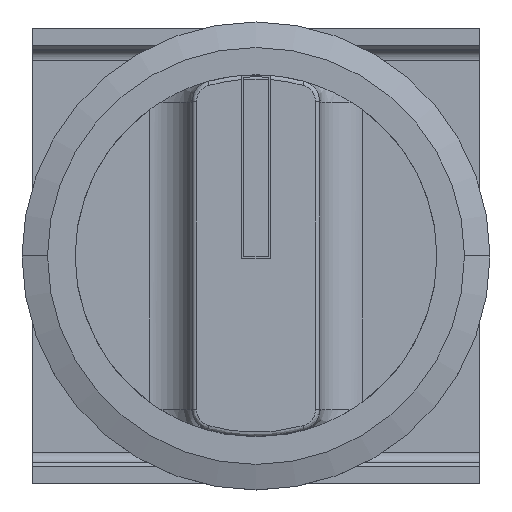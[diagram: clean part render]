
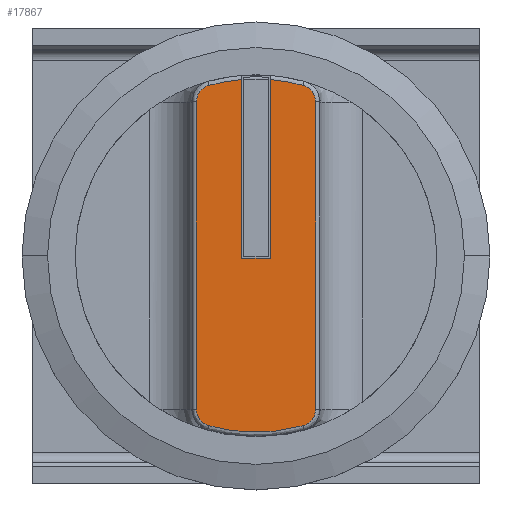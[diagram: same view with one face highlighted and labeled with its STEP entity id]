
A CAD part, top view. The second image highlights one B-rep face of the part: STEP entity #17867.
In plain terms, the highlighted planar face has unit normal (0, 0, 1).
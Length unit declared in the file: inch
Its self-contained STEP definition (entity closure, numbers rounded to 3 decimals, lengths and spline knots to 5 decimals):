
#8 = PLANE ( 'NONE',  #19376 ) ;
#232 = DIRECTION ( 'NONE',  ( 0., 1., 0. ) ) ;
#401 = CARTESIAN_POINT ( 'NONE',  ( 0.08715, -0.31494, 0.51181 ) ) ;
#450 = EDGE_CURVE ( 'NONE', #16046, #10465, #3070, .T. ) ;
#462 = ORIENTED_EDGE ( 'NONE', *, *, #5063, .F. ) ;
#548 = CARTESIAN_POINT ( 'NONE',  ( -0.11025, -0.2993, 0.51181 ) ) ;
#594 = LINE ( 'NONE', #14902, #12026 ) ;
#631 = CARTESIAN_POINT ( 'NONE',  ( 0.08715, 0.31494, 0.51181 ) ) ;
#775 = EDGE_CURVE ( 'NONE', #10465, #12036, #7908, .T. ) ;
#896 = VECTOR ( 'NONE', #232, 39.37008 ) ;
#1283 = EDGE_CURVE ( 'NONE', #5236, #16046, #15365, .T. ) ;
#2083 =( BOUNDED_CURVE ( )  B_SPLINE_CURVE ( 3, ( #6242, #13746, #10112, #17147 ),
 .UNSPECIFIED., .F., .T. ) 
 B_SPLINE_CURVE_WITH_KNOTS ( ( 4, 4 ),
 ( 0., 1. ),
 .UNSPECIFIED. ) 
 CURVE ( )  GEOMETRIC_REPRESENTATION_ITEM ( )  RATIONAL_B_SPLINE_CURVE ( ( 1., 0.997, 0.997, 1. ) ) 
 REPRESENTATION_ITEM ( '' )  );
#2377 = CARTESIAN_POINT ( 'NONE',  ( -0.10133, 0.31101, 0.51181 ) ) ;
#2670 = CARTESIAN_POINT ( 'NONE',  ( 0.02657, -0.00492, 0.51181 ) ) ;
#2982 =( BOUNDED_CURVE ( )  B_SPLINE_CURVE ( 3, ( #11318, #6266, #19473, #22320 ),
 .UNSPECIFIED., .F., .F. ) 
 B_SPLINE_CURVE_WITH_KNOTS ( ( 4, 4 ),
 ( 0., 1. ),
 .UNSPECIFIED. ) 
 CURVE ( )  GEOMETRIC_REPRESENTATION_ITEM ( )  RATIONAL_B_SPLINE_CURVE ( ( 1., 0.976, 0.976, 1. ) ) 
 REPRESENTATION_ITEM ( '' )  );
#3070 = LINE ( 'NONE', #19463, #6903 ) ;
#3493 = VERTEX_POINT ( 'NONE', #14773 ) ;
#3828 = CARTESIAN_POINT ( 'NONE',  ( 0.08715, 0.31494, 0.51181 ) ) ;
#3876 = DIRECTION ( 'NONE',  ( -1., 0., 0. ) ) ;
#4067 = ORIENTED_EDGE ( 'NONE', *, *, #6551, .F. ) ;
#4124 = ORIENTED_EDGE ( 'NONE', *, *, #450, .F. ) ;
#4252 = CARTESIAN_POINT ( 'NONE',  ( -0.11025, 0.2993, 0.51181 ) ) ;
#4549 = ORIENTED_EDGE ( 'NONE', *, *, #12273, .F. ) ;
#4866 = EDGE_CURVE ( 'NONE', #9611, #5236, #2982, .T. ) ;
#4939 = DIRECTION ( 'NONE',  ( 0., 1., 0. ) ) ;
#4964 = ORIENTED_EDGE ( 'NONE', *, *, #1283, .F. ) ;
#5063 = EDGE_CURVE ( 'NONE', #16883, #13645, #8807, .T. ) ;
#5236 = VERTEX_POINT ( 'NONE', #16643 ) ;
#5581 = CARTESIAN_POINT ( 'NONE',  ( 0.11025, -0.28458, 0.51181 ) ) ;
#5602 = ORIENTED_EDGE ( 'NONE', *, *, #9628, .F. ) ;
#5635 = CARTESIAN_POINT ( 'NONE',  ( 0.07875, -0.28458, 0.51181 ) ) ;
#5861 = CARTESIAN_POINT ( 'NONE',  ( 0.02657, 0.32569, 0.51181 ) ) ;
#6032 = CARTESIAN_POINT ( 'NONE',  ( 0.10133, 0.31101, 0.51181 ) ) ;
#6242 = CARTESIAN_POINT ( 'NONE',  ( 0.02657, 0.32569, 0.51181 ) ) ;
#6246 = ORIENTED_EDGE ( 'NONE', *, *, #14230, .F. ) ;
#6266 = CARTESIAN_POINT ( 'NONE',  ( 0.02977, -0.33081, 0.51181 ) ) ;
#6551 = EDGE_CURVE ( 'NONE', #13645, #20428, #2083, .T. ) ;
#6781 = CARTESIAN_POINT ( 'NONE',  ( -0.02657, 0.32569, 0.51181 ) ) ;
#6903 = VECTOR ( 'NONE', #4939, 39.37008 ) ;
#6961 = CARTESIAN_POINT ( 'NONE',  ( -0.02657, 0.32569, 0.51181 ) ) ;
#7169 = DIRECTION ( 'NONE',  ( 0., 0., -1. ) ) ;
#7640 =( BOUNDED_CURVE ( )  B_SPLINE_CURVE ( 3, ( #10134, #8613, #20798, #10249 ),
 .UNSPECIFIED., .F., .T. ) 
 B_SPLINE_CURVE_WITH_KNOTS ( ( 4, 4 ),
 ( 0., 1. ),
 .UNSPECIFIED. ) 
 CURVE ( )  GEOMETRIC_REPRESENTATION_ITEM ( )  RATIONAL_B_SPLINE_CURVE ( ( 1., 0.864, 0.864, 1. ) ) 
 REPRESENTATION_ITEM ( '' )  );
#7897 = CARTESIAN_POINT ( 'NONE',  ( -0.02657, -0.28458, 0.51181 ) ) ;
#7908 =( BOUNDED_CURVE ( )  B_SPLINE_CURVE ( 3, ( #20421, #4252, #2377, #8007 ),
 .UNSPECIFIED., .F., .F. ) 
 B_SPLINE_CURVE_WITH_KNOTS ( ( 4, 4 ),
 ( 0., 1. ),
 .UNSPECIFIED. ) 
 CURVE ( )  GEOMETRIC_REPRESENTATION_ITEM ( )  RATIONAL_B_SPLINE_CURVE ( ( 1., 0.864, 0.864, 1. ) ) 
 REPRESENTATION_ITEM ( '' )  );
#7943 = VECTOR ( 'NONE', #8631, 39.37008 ) ;
#8007 = CARTESIAN_POINT ( 'NONE',  ( -0.08715, 0.31494, 0.51181 ) ) ;
#8613 = CARTESIAN_POINT ( 'NONE',  ( 0.11025, -0.2993, 0.51181 ) ) ;
#8631 = DIRECTION ( 'NONE',  ( 0., -1., 0. ) ) ;
#8720 = CARTESIAN_POINT ( 'NONE',  ( -0.08715, 0.31494, 0.51181 ) ) ;
#8807 = LINE ( 'NONE', #15948, #896 ) ;
#9468 = CARTESIAN_POINT ( 'NONE',  ( -0.10133, -0.31101, 0.51181 ) ) ;
#9611 = VERTEX_POINT ( 'NONE', #401 ) ;
#9628 = EDGE_CURVE ( 'NONE', #20428, #15258, #10929, .T. ) ;
#9835 = EDGE_CURVE ( 'NONE', #12036, #21988, #23038, .T. ) ;
#10112 = CARTESIAN_POINT ( 'NONE',  ( 0.06733, 0.32042, 0.51181 ) ) ;
#10134 = CARTESIAN_POINT ( 'NONE',  ( 0.11025, -0.28458, 0.51181 ) ) ;
#10249 = CARTESIAN_POINT ( 'NONE',  ( 0.08715, -0.31494, 0.51181 ) ) ;
#10465 = VERTEX_POINT ( 'NONE', #15893 ) ;
#10506 = LINE ( 'NONE', #5581, #7943 ) ;
#10929 =( BOUNDED_CURVE ( )  B_SPLINE_CURVE ( 3, ( #631, #6032, #18569, #22201 ),
 .UNSPECIFIED., .F., .F. ) 
 B_SPLINE_CURVE_WITH_KNOTS ( ( 4, 4 ),
 ( 0., 1. ),
 .UNSPECIFIED. ) 
 CURVE ( )  GEOMETRIC_REPRESENTATION_ITEM ( )  RATIONAL_B_SPLINE_CURVE ( ( 1., 0.864, 0.864, 1. ) ) 
 REPRESENTATION_ITEM ( '' )  );
#11314 = ORIENTED_EDGE ( 'NONE', *, *, #9835, .F. ) ;
#11318 = CARTESIAN_POINT ( 'NONE',  ( 0.08715, -0.31494, 0.51181 ) ) ;
#12026 = VECTOR ( 'NONE', #15130, 39.37008 ) ;
#12036 = VERTEX_POINT ( 'NONE', #18817 ) ;
#12273 = EDGE_CURVE ( 'NONE', #3493, #16883, #594, .T. ) ;
#13176 = DIRECTION ( 'NONE',  ( 0., -1., 0. ) ) ;
#13520 = LINE ( 'NONE', #7897, #21757 ) ;
#13645 = VERTEX_POINT ( 'NONE', #5861 ) ;
#13746 = CARTESIAN_POINT ( 'NONE',  ( 0.04707, 0.32402, 0.51181 ) ) ;
#14230 = EDGE_CURVE ( 'NONE', #15258, #14494, #10506, .T. ) ;
#14494 = VERTEX_POINT ( 'NONE', #18230 ) ;
#14737 = CARTESIAN_POINT ( 'NONE',  ( -0.08715, -0.31494, 0.51181 ) ) ;
#14773 = CARTESIAN_POINT ( 'NONE',  ( -0.02657, -0.00492, 0.51181 ) ) ;
#14854 = CARTESIAN_POINT ( 'NONE',  ( -0.11025, -0.28458, 0.51181 ) ) ;
#14880 = ORIENTED_EDGE ( 'NONE', *, *, #775, .F. ) ;
#14902 = CARTESIAN_POINT ( 'NONE',  ( 0.07875, -0.00492, 0.51181 ) ) ;
#14912 = CARTESIAN_POINT ( 'NONE',  ( -0.11025, -0.28458, 0.51181 ) ) ;
#15130 = DIRECTION ( 'NONE',  ( 1., 0., 0. ) ) ;
#15258 = VERTEX_POINT ( 'NONE', #22356 ) ;
#15365 =( BOUNDED_CURVE ( )  B_SPLINE_CURVE ( 3, ( #14737, #9468, #548, #14854 ),
 .UNSPECIFIED., .F., .F. ) 
 B_SPLINE_CURVE_WITH_KNOTS ( ( 4, 4 ),
 ( 0., 1. ),
 .UNSPECIFIED. ) 
 CURVE ( )  GEOMETRIC_REPRESENTATION_ITEM ( )  RATIONAL_B_SPLINE_CURVE ( ( 1., 0.864, 0.864, 1. ) ) 
 REPRESENTATION_ITEM ( '' )  );
#15796 = EDGE_CURVE ( 'NONE', #14494, #9611, #7640, .T. ) ;
#15893 = CARTESIAN_POINT ( 'NONE',  ( -0.11025, 0.28458, 0.51181 ) ) ;
#15948 = CARTESIAN_POINT ( 'NONE',  ( 0.02657, -0.28458, 0.51181 ) ) ;
#16046 = VERTEX_POINT ( 'NONE', #14912 ) ;
#16206 = CARTESIAN_POINT ( 'NONE',  ( -0.04707, 0.32402, 0.51181 ) ) ;
#16643 = CARTESIAN_POINT ( 'NONE',  ( -0.08715, -0.31494, 0.51181 ) ) ;
#16883 = VERTEX_POINT ( 'NONE', #2670 ) ;
#16948 = ORIENTED_EDGE ( 'NONE', *, *, #20995, .F. ) ;
#17147 = CARTESIAN_POINT ( 'NONE',  ( 0.08715, 0.31494, 0.51181 ) ) ;
#17490 = ORIENTED_EDGE ( 'NONE', *, *, #15796, .F. ) ;
#17867 = ADVANCED_FACE ( 'NONE', ( #21805 ), #8, .F. ) ;
#18230 = CARTESIAN_POINT ( 'NONE',  ( 0.11025, -0.28458, 0.51181 ) ) ;
#18569 = CARTESIAN_POINT ( 'NONE',  ( 0.11025, 0.2993, 0.51181 ) ) ;
#18817 = CARTESIAN_POINT ( 'NONE',  ( -0.08715, 0.31494, 0.51181 ) ) ;
#19376 = AXIS2_PLACEMENT_3D ( 'NONE', #5635, #7169, #3876 ) ;
#19463 = CARTESIAN_POINT ( 'NONE',  ( -0.11025, -0.28458, 0.51181 ) ) ;
#19473 = CARTESIAN_POINT ( 'NONE',  ( -0.02977, -0.33081, 0.51181 ) ) ;
#20421 = CARTESIAN_POINT ( 'NONE',  ( -0.11025, 0.28458, 0.51181 ) ) ;
#20428 = VERTEX_POINT ( 'NONE', #3828 ) ;
#20559 = EDGE_LOOP ( 'NONE', ( #462, #4549, #16948, #11314, #14880, #4124, #4964, #22372, #17490, #6246, #5602, #4067 ) ) ;
#20798 = CARTESIAN_POINT ( 'NONE',  ( 0.10133, -0.31101, 0.51181 ) ) ;
#20995 = EDGE_CURVE ( 'NONE', #21988, #3493, #13520, .T. ) ;
#21259 = CARTESIAN_POINT ( 'NONE',  ( -0.06733, 0.32042, 0.51181 ) ) ;
#21757 = VECTOR ( 'NONE', #13176, 39.37008 ) ;
#21805 = FACE_OUTER_BOUND ( 'NONE', #20559, .T. ) ;
#21988 = VERTEX_POINT ( 'NONE', #6781 ) ;
#22201 = CARTESIAN_POINT ( 'NONE',  ( 0.11025, 0.28458, 0.51181 ) ) ;
#22320 = CARTESIAN_POINT ( 'NONE',  ( -0.08715, -0.31494, 0.51181 ) ) ;
#22356 = CARTESIAN_POINT ( 'NONE',  ( 0.11025, 0.28458, 0.51181 ) ) ;
#22372 = ORIENTED_EDGE ( 'NONE', *, *, #4866, .F. ) ;
#23038 =( BOUNDED_CURVE ( )  B_SPLINE_CURVE ( 3, ( #8720, #21259, #16206, #6961 ),
 .UNSPECIFIED., .F., .F. ) 
 B_SPLINE_CURVE_WITH_KNOTS ( ( 4, 4 ),
 ( 0., 1. ),
 .UNSPECIFIED. ) 
 CURVE ( )  GEOMETRIC_REPRESENTATION_ITEM ( )  RATIONAL_B_SPLINE_CURVE ( ( 1., 0.997, 0.997, 1. ) ) 
 REPRESENTATION_ITEM ( '' )  );
